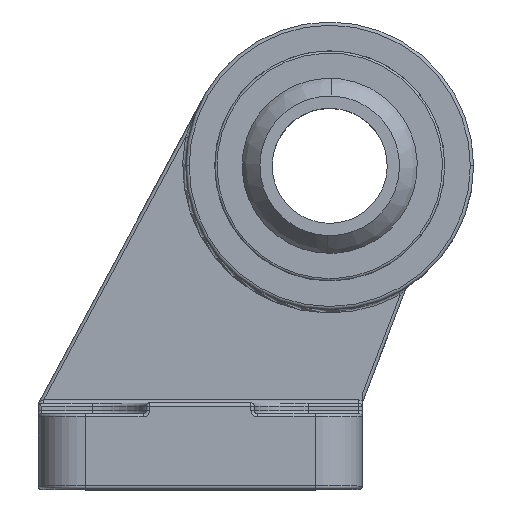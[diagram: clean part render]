
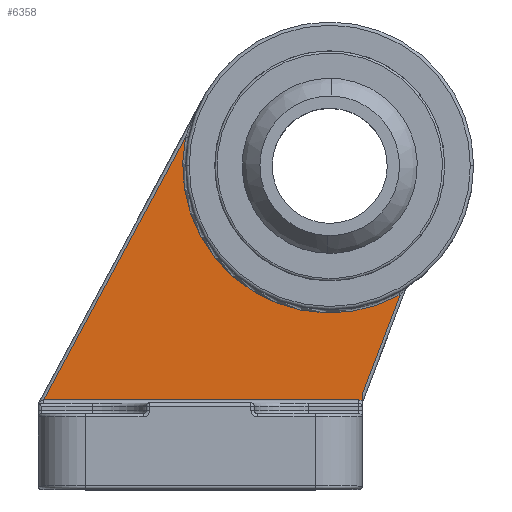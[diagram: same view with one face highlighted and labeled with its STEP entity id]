
A CAD part, top view. The second image highlights one B-rep face of the part: STEP entity #6358.
In plain terms, the highlighted planar face has unit normal (0, 0, 1).
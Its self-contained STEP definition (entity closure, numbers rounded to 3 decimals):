
#9 = DIRECTION ( 'NONE',  ( 0., 0., -1. ) ) ;
#253 = CARTESIAN_POINT ( 'NONE',  ( 22.05, 12.45, 5. ) ) ;
#293 = ORIENTED_EDGE ( 'NONE', *, *, #4981, .T. ) ;
#384 = ORIENTED_EDGE ( 'NONE', *, *, #6138, .F. ) ;
#906 = FACE_OUTER_BOUND ( 'NONE', #5213, .T. ) ;
#1041 = ORIENTED_EDGE ( 'NONE', *, *, #3688, .T. ) ;
#1114 = VECTOR ( 'NONE', #4161, 1000. ) ;
#1636 = LINE ( 'NONE', #5702, #6039 ) ;
#1720 = LINE ( 'NONE', #7356, #5154 ) ;
#2057 = LINE ( 'NONE', #253, #5298 ) ;
#2218 = EDGE_CURVE ( 'NONE', #5373, #6893, #1636, .T. ) ;
#2479 = EDGE_CURVE ( 'NONE', #2609, #5285, #2057, .T. ) ;
#2484 = DIRECTION ( 'NONE',  ( 0., 0., -1. ) ) ;
#2609 = VERTEX_POINT ( 'NONE', #6781 ) ;
#2753 = AXIS2_PLACEMENT_3D ( 'NONE', #5453, #2484, #6505 ) ;
#3003 = CARTESIAN_POINT ( 'NONE',  ( 27.774, 27.037, 5. ) ) ;
#3012 = CARTESIAN_POINT ( 'NONE',  ( 18., 45., 5. ) ) ;
#3151 = AXIS2_PLACEMENT_3D ( 'NONE', #3012, #3590, #5288 ) ;
#3507 = DIRECTION ( 'NONE',  ( 0.357, 0.934, 0. ) ) ;
#3590 = DIRECTION ( 'NONE',  ( 0., 0., 1. ) ) ;
#3688 = EDGE_CURVE ( 'NONE', #6893, #3874, #6308, .T. ) ;
#3774 = AXIS2_PLACEMENT_3D ( 'NONE', #6883, #9, #7463 ) ;
#3874 = VERTEX_POINT ( 'NONE', #4684 ) ;
#4062 = PLANE ( 'NONE',  #3151 ) ;
#4161 = DIRECTION ( 'NONE',  ( -0.474, -0.88, 0. ) ) ;
#4529 = CARTESIAN_POINT ( 'NONE',  ( 22.5, 12.329, 5. ) ) ;
#4684 = CARTESIAN_POINT ( 'NONE',  ( -2.057, 48.992, 5. ) ) ;
#4981 = EDGE_CURVE ( 'NONE', #3874, #2609, #5438, .T. ) ;
#5154 = VECTOR ( 'NONE', #6206, 1000. ) ;
#5213 = EDGE_LOOP ( 'NONE', ( #5544, #5666, #384, #6735, #1041, #293 ) ) ;
#5285 = VERTEX_POINT ( 'NONE', #6376 ) ;
#5288 = DIRECTION ( 'NONE',  ( 1., 0., 0. ) ) ;
#5298 = VECTOR ( 'NONE', #6038, 1000. ) ;
#5373 = VERTEX_POINT ( 'NONE', #5416 ) ;
#5416 = CARTESIAN_POINT ( 'NONE',  ( 22.5, 13.259, 5. ) ) ;
#5438 = LINE ( 'NONE', #5912, #1114 ) ;
#5453 = CARTESIAN_POINT ( 'NONE',  ( 22.05, 11.55, 5. ) ) ;
#5544 = ORIENTED_EDGE ( 'NONE', *, *, #2479, .T. ) ;
#5666 = ORIENTED_EDGE ( 'NONE', *, *, #5953, .T. ) ;
#5702 = CARTESIAN_POINT ( 'NONE',  ( 32.522, 39.441, 5. ) ) ;
#5912 = CARTESIAN_POINT ( 'NONE',  ( 0.789, 54.274, 5. ) ) ;
#5953 = EDGE_CURVE ( 'NONE', #5285, #7310, #6139, .T. ) ;
#6038 = DIRECTION ( 'NONE',  ( 1., 0., 0. ) ) ;
#6039 = VECTOR ( 'NONE', #3507, 1000. ) ;
#6138 = EDGE_CURVE ( 'NONE', #5373, #7310, #1720, .T. ) ;
#6139 = CIRCLE ( 'NONE', #2753, 0.9 ) ;
#6206 = DIRECTION ( 'NONE',  ( 0., -1., 0. ) ) ;
#6308 = CIRCLE ( 'NONE', #3774, 20.45 ) ;
#6358 = ADVANCED_FACE ( 'NONE', ( #906 ), #4062, .T. ) ;
#6376 = CARTESIAN_POINT ( 'NONE',  ( 22.05, 12.45, 5. ) ) ;
#6505 = DIRECTION ( 'NONE',  ( 1., 0., 0. ) ) ;
#6735 = ORIENTED_EDGE ( 'NONE', *, *, #2218, .T. ) ;
#6781 = CARTESIAN_POINT ( 'NONE',  ( -21.746, 12.45, 5. ) ) ;
#6883 = CARTESIAN_POINT ( 'NONE',  ( 18., 45., 5. ) ) ;
#6893 = VERTEX_POINT ( 'NONE', #3003 ) ;
#7310 = VERTEX_POINT ( 'NONE', #4529 ) ;
#7356 = CARTESIAN_POINT ( 'NONE',  ( 22.5, 45., 5. ) ) ;
#7463 = DIRECTION ( 'NONE',  ( 1., 0., 0. ) ) ;
